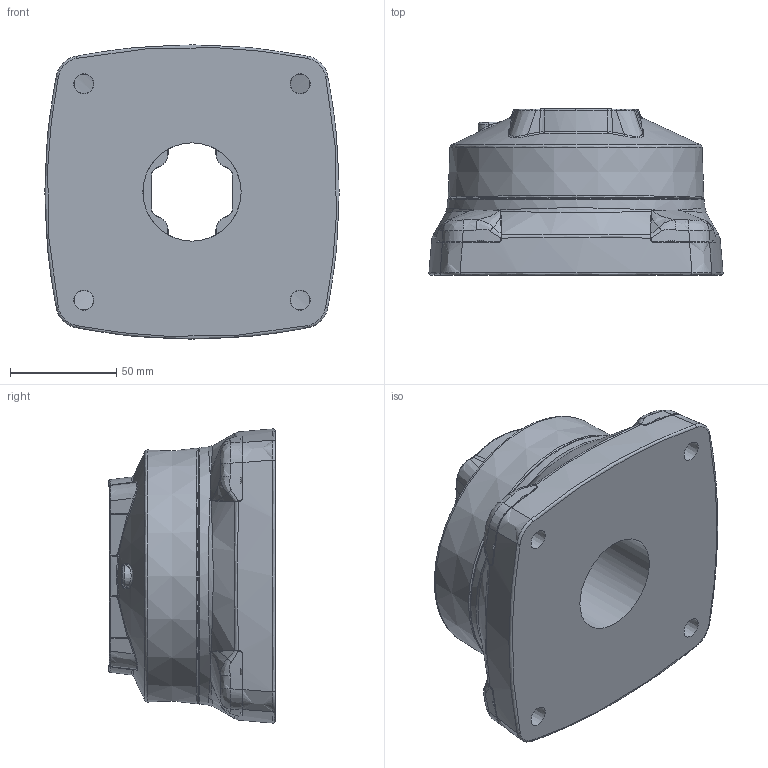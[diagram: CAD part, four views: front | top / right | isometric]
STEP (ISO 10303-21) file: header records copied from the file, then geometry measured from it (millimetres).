
FILE_DESCRIPTION (( 'STEP AP214' ), '1' );
FILE_NAME ('TK060.610.STEP', '2024-08-01T17:36:46', ( '' ), ( '' ), 'SwSTEP 2.0', 'SolidWorks 2023', '' );
FILE_SCHEMA (( 'AUTOMOTIVE_DESIGN' ));
Length unit declared in the file: inch
Products named in the file (1): TK060.610
Bounding box: 138.63 x 78.49 x 138.63 mm (x, y, z)
Volume: 775517.5 mm3; surface area: 93411.9 mm2
Topology: 1 solids, 16 shells, 1104 faces, 2815 edges, 1727 vertices
Faces by surface type: bspline 575, plane 222, cylinder 159, cone 148
Full cylindrical faces by diameter (mm): 3.594 x8, 3.6 x8, 4 x1, 46.29 x1, 118.999 x1
Entity records: 79286 total; most frequent: CARTESIAN_POINT 58531, ORIENTED_EDGE 5452, EDGE_CURVE 2726, DIRECTION 2548, VERTEX_POINT 1706, B_SPLINE_CURVE_WITH_KNOTS 1629, EDGE_LOOP 1182, FACE_OUTER_BOUND 1133
